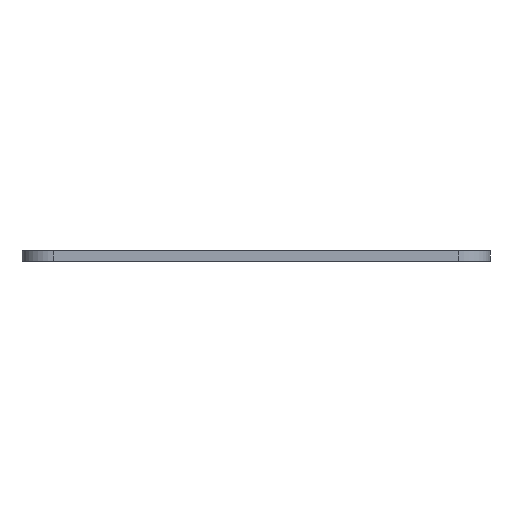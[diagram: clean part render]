
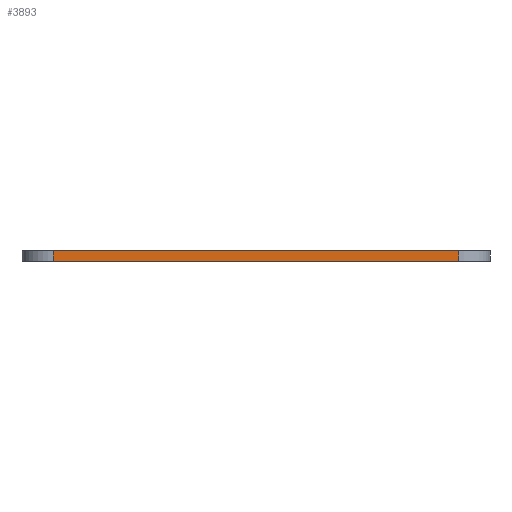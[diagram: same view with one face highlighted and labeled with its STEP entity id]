
A CAD part, front view. The second image highlights one B-rep face of the part: STEP entity #3893.
In plain terms, the highlighted planar face has unit normal (0, -1, 0).
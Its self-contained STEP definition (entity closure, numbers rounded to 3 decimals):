
#98=PLANE('',#4280);
#279=FACE_OUTER_BOUND('',#476,.T.);
#476=EDGE_LOOP('',(#3102,#3103,#3104,#3105));
#827=LINE('',#6516,#1198);
#828=LINE('',#6520,#1199);
#829=LINE('',#6522,#1200);
#830=LINE('',#6523,#1201);
#1198=VECTOR('',#5339,10.);
#1199=VECTOR('',#5344,10.);
#1200=VECTOR('',#5345,10.);
#1201=VECTOR('',#5346,10.);
#1803=VERTEX_POINT('',#6513);
#1804=VERTEX_POINT('',#6515);
#1805=VERTEX_POINT('',#6519);
#1806=VERTEX_POINT('',#6521);
#2354=EDGE_CURVE('',#1804,#1803,#827,.T.);
#2356=EDGE_CURVE('',#1803,#1805,#828,.T.);
#2357=EDGE_CURVE('',#1806,#1805,#829,.T.);
#2358=EDGE_CURVE('',#1806,#1804,#830,.T.);
#3102=ORIENTED_EDGE('',*,*,#2356,.T.);
#3103=ORIENTED_EDGE('',*,*,#2357,.F.);
#3104=ORIENTED_EDGE('',*,*,#2358,.T.);
#3105=ORIENTED_EDGE('',*,*,#2354,.T.);
#3893=ADVANCED_FACE('',(#279),#98,.T.);
#4280=AXIS2_PLACEMENT_3D('',#6518,#5342,#5343);
#5339=DIRECTION('',(0.,0.,1.));
#5342=DIRECTION('center_axis',(0.,-1.,0.));
#5343=DIRECTION('ref_axis',(0.,0.,-1.));
#5344=DIRECTION('',(-1.,0.,0.));
#5345=DIRECTION('',(0.,0.,1.));
#5346=DIRECTION('',(1.,0.,0.));
#6513=CARTESIAN_POINT('',(19.5,-22.5,1.));
#6515=CARTESIAN_POINT('',(19.5,-22.5,0.));
#6516=CARTESIAN_POINT('',(19.5,-22.5,0.));
#6518=CARTESIAN_POINT('Origin',(19.5,-22.5,0.));
#6519=CARTESIAN_POINT('',(-19.5,-22.5,1.));
#6520=CARTESIAN_POINT('',(-19.5,-22.5,1.));
#6521=CARTESIAN_POINT('',(-19.5,-22.5,0.));
#6522=CARTESIAN_POINT('',(-19.5,-22.5,0.));
#6523=CARTESIAN_POINT('',(-19.5,-22.5,0.));
